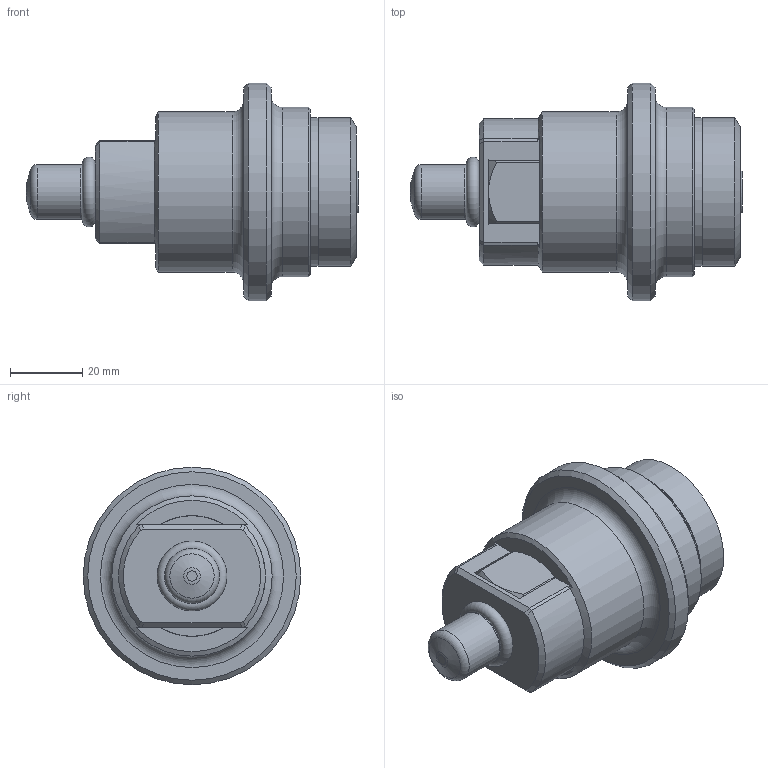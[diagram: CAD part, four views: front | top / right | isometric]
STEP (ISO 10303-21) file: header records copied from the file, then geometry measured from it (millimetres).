
FILE_DESCRIPTION(/* description */ (''),/* implementation_level */ '2;1');
FILE_NAME(/* name */ 'XT12042SHR2 CAD.stp',/* time_stamp */ '2017-09-21T12:44:19-05:00',/* author */ ('scottg'),/* organization */ ('FasTest,Inc.'),/* preprocessor_version */ 'ST-DEVELOPER v16.1',/* originating_system */ 'Autodesk Inventor 2016',/* authorisation */ '');
FILE_SCHEMA (('AUTOMOTIVE_DESIGN { 1 0 10303 214 3 1 1 }'));
Length unit declared in the file: inch
Products named in the file (1): XT12042SHR2 CAD
Bounding box: 92.07 x 60.33 x 60.33 mm (x, y, z)
Volume: 110357.8 mm3; surface area: 21958.6 mm2
Topology: 1 solids, 2 shells, 71 faces, 169 edges, 110 vertices
Faces by surface type: plane 32, cone 15, cylinder 13, torus 6, bspline 5
Full cylindrical faces by diameter (mm): 11.938 x1, 13.462 x1, 15.24 x1, 18.72 x1, 21.895 x1, 33.477 x1, 41.148 x2, 44.45 x1, 46.99 x1, 60.325 x1
Entity records: 2153 total; most frequent: CARTESIAN_POINT 609, DIRECTION 280, ORIENTED_EDGE 268, EDGE_CURVE 133, AXIS2_PLACEMENT_3D 123, EDGE_LOOP 115, VERTEX_POINT 104, FACE_OUTER_BOUND 71
